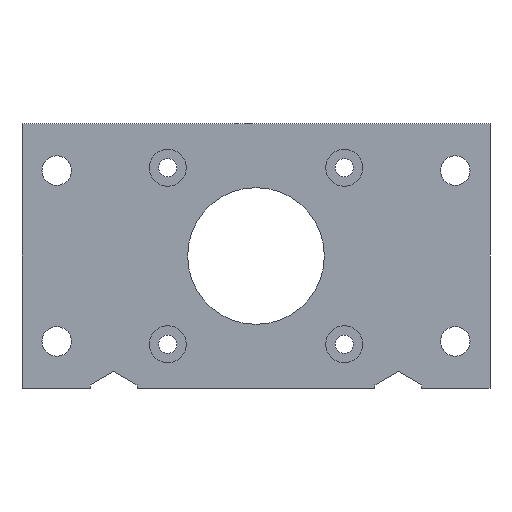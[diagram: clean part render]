
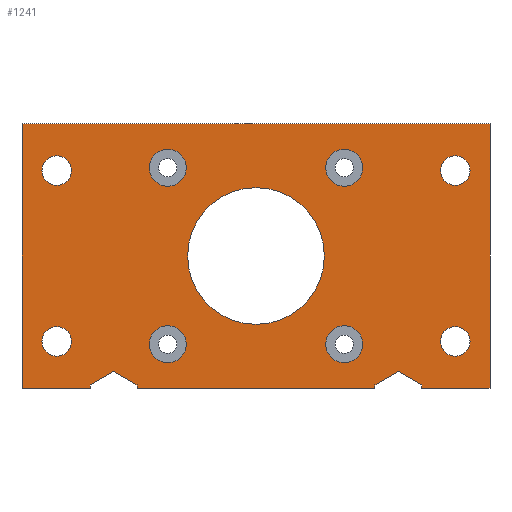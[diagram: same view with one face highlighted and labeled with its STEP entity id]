
A CAD part, front view. The second image highlights one B-rep face of the part: STEP entity #1241.
In plain terms, the highlighted planar face has unit normal (0, -1, 0).
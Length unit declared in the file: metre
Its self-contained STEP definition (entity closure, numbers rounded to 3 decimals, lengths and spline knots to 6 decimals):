
#13=CIRCLE('',#1320,0.0026);
#15=CIRCLE('',#1323,0.0026);
#17=CIRCLE('',#1326,0.0026);
#19=CIRCLE('',#1329,0.0026);
#20=CIRCLE('',#1333,0.00325);
#21=CIRCLE('',#1334,0.00325);
#22=CIRCLE('',#1335,0.00325);
#23=CIRCLE('',#1336,0.00325);
#24=CIRCLE('',#1337,0.012);
#193=ORIENTED_EDGE('',*,*,#477,.T.);
#194=ORIENTED_EDGE('',*,*,#478,.T.);
#195=ORIENTED_EDGE('',*,*,#479,.T.);
#196=ORIENTED_EDGE('',*,*,#480,.T.);
#197=ORIENTED_EDGE('',*,*,#474,.F.);
#198=ORIENTED_EDGE('',*,*,#472,.F.);
#199=ORIENTED_EDGE('',*,*,#470,.F.);
#200=ORIENTED_EDGE('',*,*,#468,.F.);
#201=ORIENTED_EDGE('',*,*,#425,.F.);
#202=ORIENTED_EDGE('',*,*,#428,.F.);
#203=ORIENTED_EDGE('',*,*,#430,.F.);
#204=ORIENTED_EDGE('',*,*,#432,.F.);
#205=ORIENTED_EDGE('',*,*,#434,.F.);
#206=ORIENTED_EDGE('',*,*,#436,.T.);
#207=ORIENTED_EDGE('',*,*,#438,.F.);
#208=ORIENTED_EDGE('',*,*,#440,.F.);
#209=ORIENTED_EDGE('',*,*,#442,.T.);
#210=ORIENTED_EDGE('',*,*,#444,.T.);
#211=ORIENTED_EDGE('',*,*,#446,.T.);
#212=ORIENTED_EDGE('',*,*,#448,.T.);
#213=ORIENTED_EDGE('',*,*,#450,.F.);
#214=ORIENTED_EDGE('',*,*,#476,.F.);
#215=ORIENTED_EDGE('',*,*,#481,.F.);
#425=EDGE_CURVE('',#589,#590,#707,.T.);
#428=EDGE_CURVE('',#591,#589,#710,.T.);
#430=EDGE_CURVE('',#592,#591,#712,.T.);
#432=EDGE_CURVE('',#593,#592,#714,.T.);
#434=EDGE_CURVE('',#594,#593,#716,.T.);
#436=EDGE_CURVE('',#594,#595,#718,.T.);
#438=EDGE_CURVE('',#596,#595,#720,.T.);
#440=EDGE_CURVE('',#597,#596,#722,.T.);
#442=EDGE_CURVE('',#597,#598,#724,.T.);
#444=EDGE_CURVE('',#598,#599,#726,.T.);
#446=EDGE_CURVE('',#599,#600,#728,.T.);
#448=EDGE_CURVE('',#600,#601,#730,.T.);
#450=EDGE_CURVE('',#602,#601,#732,.T.);
#468=EDGE_CURVE('',#612,#612,#13,.T.);
#470=EDGE_CURVE('',#614,#614,#15,.T.);
#472=EDGE_CURVE('',#616,#616,#17,.T.);
#474=EDGE_CURVE('',#618,#618,#19,.T.);
#476=EDGE_CURVE('',#590,#602,#750,.T.);
#477=EDGE_CURVE('',#619,#619,#20,.T.);
#478=EDGE_CURVE('',#620,#620,#21,.T.);
#479=EDGE_CURVE('',#621,#621,#22,.T.);
#480=EDGE_CURVE('',#622,#622,#23,.T.);
#481=EDGE_CURVE('',#623,#623,#24,.T.);
#589=VERTEX_POINT('',#1821);
#590=VERTEX_POINT('',#1822);
#591=VERTEX_POINT('',#1827);
#592=VERTEX_POINT('',#1831);
#593=VERTEX_POINT('',#1835);
#594=VERTEX_POINT('',#1839);
#595=VERTEX_POINT('',#1843);
#596=VERTEX_POINT('',#1847);
#597=VERTEX_POINT('',#1851);
#598=VERTEX_POINT('',#1855);
#599=VERTEX_POINT('',#1859);
#600=VERTEX_POINT('',#1863);
#601=VERTEX_POINT('',#1867);
#602=VERTEX_POINT('',#1871);
#612=VERTEX_POINT('',#1907);
#614=VERTEX_POINT('',#1912);
#616=VERTEX_POINT('',#1917);
#618=VERTEX_POINT('',#1922);
#619=VERTEX_POINT('',#1929);
#620=VERTEX_POINT('',#1931);
#621=VERTEX_POINT('',#1933);
#622=VERTEX_POINT('',#1935);
#623=VERTEX_POINT('',#1937);
#707=LINE('',#1820,#845);
#710=LINE('',#1826,#848);
#712=LINE('',#1830,#850);
#714=LINE('',#1834,#852);
#716=LINE('',#1838,#854);
#718=LINE('',#1842,#856);
#720=LINE('',#1846,#858);
#722=LINE('',#1850,#860);
#724=LINE('',#1854,#862);
#726=LINE('',#1858,#864);
#728=LINE('',#1862,#866);
#730=LINE('',#1866,#868);
#732=LINE('',#1870,#870);
#750=LINE('',#1926,#888);
#845=VECTOR('',#1445,1.);
#848=VECTOR('',#1450,1.);
#850=VECTOR('',#1454,1.);
#852=VECTOR('',#1458,1.);
#854=VECTOR('',#1462,1.);
#856=VECTOR('',#1466,1.);
#858=VECTOR('',#1470,1.);
#860=VECTOR('',#1474,1.);
#862=VECTOR('',#1478,1.);
#864=VECTOR('',#1482,1.);
#866=VECTOR('',#1486,1.);
#868=VECTOR('',#1490,1.);
#870=VECTOR('',#1494,1.);
#888=VECTOR('',#1554,1.);
#973=EDGE_LOOP('',(#193));
#974=EDGE_LOOP('',(#194));
#975=EDGE_LOOP('',(#195));
#976=EDGE_LOOP('',(#196));
#977=EDGE_LOOP('',(#197));
#978=EDGE_LOOP('',(#198));
#979=EDGE_LOOP('',(#199));
#980=EDGE_LOOP('',(#200));
#981=EDGE_LOOP('',(#201,#202,#203,#204,#205,#206,#207,#208,#209,#210,#211,
#212,#213,#214));
#982=EDGE_LOOP('',(#215));
#1083=FACE_BOUND('',#973,.T.);
#1084=FACE_BOUND('',#974,.T.);
#1085=FACE_BOUND('',#975,.T.);
#1086=FACE_BOUND('',#976,.T.);
#1087=FACE_BOUND('',#977,.T.);
#1088=FACE_BOUND('',#978,.T.);
#1089=FACE_BOUND('',#979,.T.);
#1090=FACE_BOUND('',#980,.T.);
#1091=FACE_BOUND('',#981,.T.);
#1092=FACE_BOUND('',#982,.T.);
#1180=PLANE('',#1332);
#1241=ADVANCED_FACE('',(#1083,#1084,#1085,#1086,#1087,#1088,#1089,#1090,
#1091,#1092),#1180,.T.);
#1320=AXIS2_PLACEMENT_3D('',#1906,#1529,#1530);
#1323=AXIS2_PLACEMENT_3D('',#1911,#1535,#1536);
#1326=AXIS2_PLACEMENT_3D('',#1916,#1541,#1542);
#1329=AXIS2_PLACEMENT_3D('',#1921,#1547,#1548);
#1332=AXIS2_PLACEMENT_3D('',#1927,#1555,#1556);
#1333=AXIS2_PLACEMENT_3D('',#1928,#1557,#1558);
#1334=AXIS2_PLACEMENT_3D('',#1930,#1559,#1560);
#1335=AXIS2_PLACEMENT_3D('',#1932,#1561,#1562);
#1336=AXIS2_PLACEMENT_3D('',#1934,#1563,#1564);
#1337=AXIS2_PLACEMENT_3D('',#1936,#1565,#1566);
#1445=DIRECTION('',(-0.866,0.,-0.5));
#1450=DIRECTION('',(-0.866,0.,0.5));
#1454=DIRECTION('',(0.,0.,1.));
#1458=DIRECTION('',(-1.,0.,0.));
#1462=DIRECTION('',(0.,0.,-1.));
#1466=DIRECTION('',(-1.,0.,0.));
#1470=DIRECTION('',(0.,0.,1.));
#1474=DIRECTION('',(-1.,0.,0.));
#1478=DIRECTION('',(0.,0.,1.));
#1482=DIRECTION('',(0.866,0.,0.5));
#1486=DIRECTION('',(0.866,0.,-0.5));
#1490=DIRECTION('',(0.,0.,-1.));
#1494=DIRECTION('',(-1.,0.,0.));
#1529=DIRECTION('',(0.,-1.,0.));
#1530=DIRECTION('',(0.,0.,-1.));
#1535=DIRECTION('',(0.,-1.,0.));
#1536=DIRECTION('',(0.,0.,-1.));
#1541=DIRECTION('',(0.,-1.,0.));
#1542=DIRECTION('',(0.,0.,-1.));
#1547=DIRECTION('',(0.,-1.,0.));
#1548=DIRECTION('',(0.,0.,-1.));
#1554=DIRECTION('',(0.,0.,-1.));
#1555=DIRECTION('',(0.,-1.,0.));
#1556=DIRECTION('',(1.,0.,0.));
#1557=DIRECTION('',(0.,1.,0.));
#1558=DIRECTION('',(0.,0.,1.));
#1559=DIRECTION('',(0.,1.,0.));
#1560=DIRECTION('',(0.,0.,1.));
#1561=DIRECTION('',(0.,1.,0.));
#1562=DIRECTION('',(0.,0.,1.));
#1563=DIRECTION('',(0.,1.,0.));
#1564=DIRECTION('',(0.,0.,1.));
#1565=DIRECTION('',(0.,-1.,0.));
#1566=DIRECTION('',(0.,0.,-1.));
#1820=CARTESIAN_POINT('',(0.02295,0.003,0.128551));
#1821=CARTESIAN_POINT('',(0.025,0.003,0.129734));
#1822=CARTESIAN_POINT('',(0.0209,0.003,0.127367));
#1826=CARTESIAN_POINT('',(0.02705,0.003,0.128551));
#1827=CARTESIAN_POINT('',(0.0291,0.003,0.127367));
#1830=CARTESIAN_POINT('',(0.0291,0.003,0.127059));
#1831=CARTESIAN_POINT('',(0.0291,0.003,0.12675));
#1834=CARTESIAN_POINT('',(0.0351,0.003,0.12675));
#1835=CARTESIAN_POINT('',(0.0411,0.003,0.12675));
#1838=CARTESIAN_POINT('',(0.0411,0.003,0.15));
#1839=CARTESIAN_POINT('',(0.0411,0.003,0.17325));
#1842=CARTESIAN_POINT('',(0.,0.003,0.17325));
#1843=CARTESIAN_POINT('',(-0.0411,0.003,0.17325));
#1846=CARTESIAN_POINT('',(-0.0411,0.003,0.15));
#1847=CARTESIAN_POINT('',(-0.0411,0.003,0.12675));
#1850=CARTESIAN_POINT('',(-0.0351,0.003,0.12675));
#1851=CARTESIAN_POINT('',(-0.0291,0.003,0.12675));
#1854=CARTESIAN_POINT('',(-0.0291,0.003,0.127059));
#1855=CARTESIAN_POINT('',(-0.0291,0.003,0.127367));
#1858=CARTESIAN_POINT('',(-0.02705,0.003,0.128551));
#1859=CARTESIAN_POINT('',(-0.025,0.003,0.129734));
#1862=CARTESIAN_POINT('',(-0.02295,0.003,0.128551));
#1863=CARTESIAN_POINT('',(-0.0209,0.003,0.127367));
#1866=CARTESIAN_POINT('',(-0.0209,0.003,0.127059));
#1867=CARTESIAN_POINT('',(-0.0209,0.003,0.12675));
#1870=CARTESIAN_POINT('',(0.,0.003,0.12675));
#1871=CARTESIAN_POINT('',(0.0209,0.003,0.12675));
#1906=CARTESIAN_POINT('',(0.035,0.003,0.135));
#1907=CARTESIAN_POINT('',(0.035,0.003,0.1324));
#1911=CARTESIAN_POINT('',(0.035,0.003,0.165));
#1912=CARTESIAN_POINT('',(0.035,0.003,0.1624));
#1916=CARTESIAN_POINT('',(-0.035,0.003,0.135));
#1917=CARTESIAN_POINT('',(-0.035,0.003,0.1324));
#1921=CARTESIAN_POINT('',(-0.035,0.003,0.165));
#1922=CARTESIAN_POINT('',(-0.035,0.003,0.1624));
#1926=CARTESIAN_POINT('',(0.0209,0.003,0.127059));
#1927=CARTESIAN_POINT('',(0.,0.003,0.146758));
#1928=CARTESIAN_POINT('',(0.0155,0.003,0.1345));
#1929=CARTESIAN_POINT('',(0.0155,0.003,0.13775));
#1930=CARTESIAN_POINT('',(-0.0155,0.003,0.1655));
#1931=CARTESIAN_POINT('',(-0.0155,0.003,0.16875));
#1932=CARTESIAN_POINT('',(0.0155,0.003,0.1655));
#1933=CARTESIAN_POINT('',(0.0155,0.003,0.16875));
#1934=CARTESIAN_POINT('',(-0.0155,0.003,0.1345));
#1935=CARTESIAN_POINT('',(-0.0155,0.003,0.13775));
#1936=CARTESIAN_POINT('',(0.,0.003,0.15));
#1937=CARTESIAN_POINT('',(0.,0.003,0.138));
